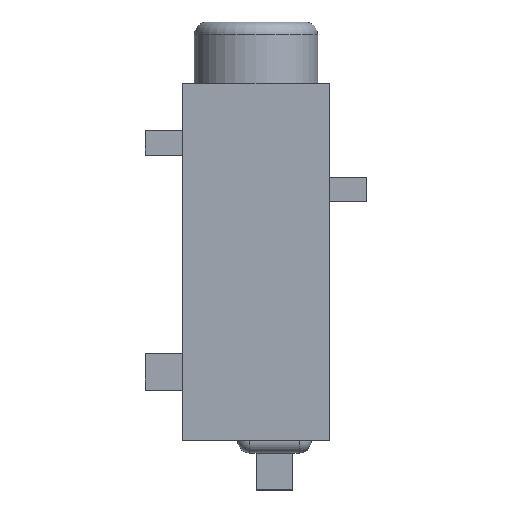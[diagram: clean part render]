
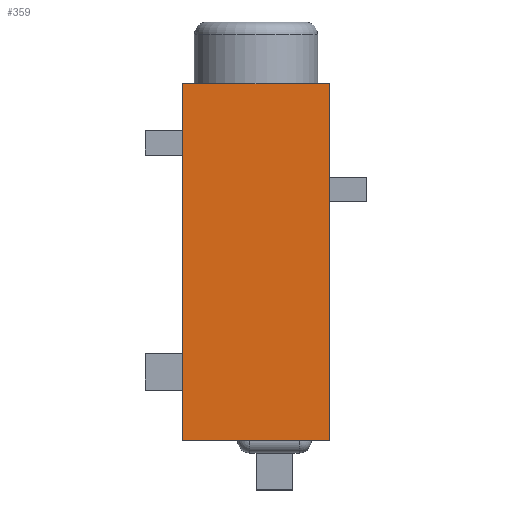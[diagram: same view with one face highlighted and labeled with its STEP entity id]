
A CAD part, top view. The second image highlights one B-rep face of the part: STEP entity #359.
In plain terms, the highlighted planar face has unit normal (0, 0, 1).
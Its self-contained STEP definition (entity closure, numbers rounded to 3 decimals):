
#359=ADVANCED_FACE('',(#1020),#1022,.T.);
#1020=FACE_BOUND('',#1021,.T.);
#1021=EDGE_LOOP('',(#1568,#1569,#1570,#1571,#1572));
#1022=PLANE('',#1023);
#1023=AXIS2_PLACEMENT_3D('',#1024,#1025,#1026);
#1024=CARTESIAN_POINT('',(0.,0.,5.));
#1025=DIRECTION('',(0.,0.,1.));
#1026=DIRECTION('',(1.,0.,0.));
#1568=ORIENTED_EDGE('',*,*,#1877,.T.);
#1569=ORIENTED_EDGE('',*,*,#1878,.T.);
#1570=ORIENTED_EDGE('',*,*,#1879,.T.);
#1571=ORIENTED_EDGE('',*,*,#1826,.T.);
#1572=ORIENTED_EDGE('',*,*,#1869,.T.);
#1826=EDGE_CURVE('',#2024,#2022,#2025,.T.);
#1869=EDGE_CURVE('',#2022,#2095,#2097,.T.);
#1877=EDGE_CURVE('',#2095,#2107,#2108,.T.);
#1878=EDGE_CURVE('',#2107,#2109,#2110,.T.);
#1879=EDGE_CURVE('',#2109,#2024,#2111,.T.);
#2022=VERTEX_POINT('',#2361);
#2024=VERTEX_POINT('',#2365);
#2025=LINE('',#2366,#2367);
#2095=VERTEX_POINT('',#2525);
#2097=LINE('',#2529,#2530);
#2107=VERTEX_POINT('',#2560);
#2108=LINE('',#2561,#2562);
#2109=VERTEX_POINT('',#2564);
#2110=LINE('',#2565,#2566);
#2111=LINE('',#2568,#2569);
#2361=CARTESIAN_POINT('',(-3.,-7.25,5.));
#2365=CARTESIAN_POINT('',(-3.,7.25,5.));
#2366=CARTESIAN_POINT('',(-3.,7.25,5.));
#2367=VECTOR('',#2368,1.);
#2368=DIRECTION('',(0.,-1.,0.));
#2525=CARTESIAN_POINT('',(3.,-7.25,5.));
#2529=CARTESIAN_POINT('',(-3.,-7.25,5.));
#2530=VECTOR('',#2531,1.);
#2531=DIRECTION('',(1.,0.,0.));
#2560=CARTESIAN_POINT('',(3.,7.25,5.));
#2561=CARTESIAN_POINT('',(3.,-7.25,5.));
#2562=VECTOR('',#2563,1.);
#2563=DIRECTION('',(0.,1.,0.));
#2564=CARTESIAN_POINT('',(0.,7.25,5.));
#2565=CARTESIAN_POINT('',(3.,7.25,5.));
#2566=VECTOR('',#2567,1.);
#2567=DIRECTION('',(-1.,0.,0.));
#2568=CARTESIAN_POINT('',(0.,7.25,5.));
#2569=VECTOR('',#2570,1.);
#2570=DIRECTION('',(-1.,0.,0.));
